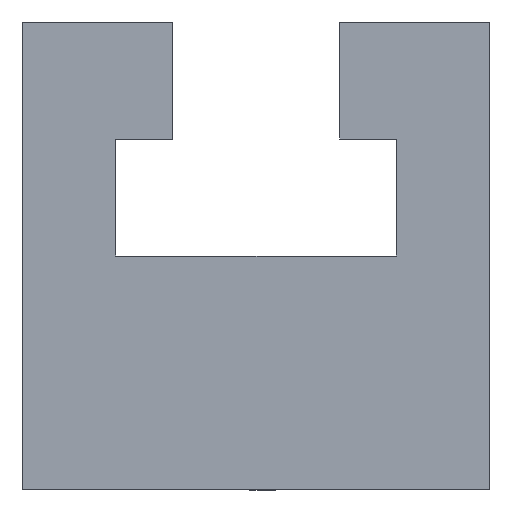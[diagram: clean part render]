
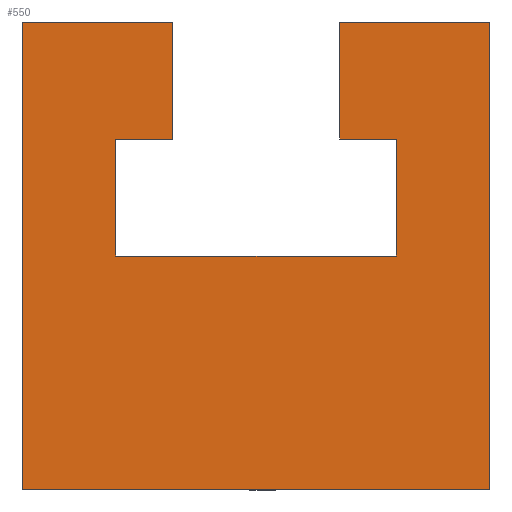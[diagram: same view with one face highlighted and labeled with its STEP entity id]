
A CAD part, left-side view. The second image highlights one B-rep face of the part: STEP entity #550.
In plain terms, the highlighted planar face has unit normal (-1, 0, 0).
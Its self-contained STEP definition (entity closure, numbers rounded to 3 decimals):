
#246=VERTEX_POINT('',#706);
#290=VERTEX_POINT('',#754);
#296=EDGE_CURVE('',#326,#302,#761,.T.);
#302=VERTEX_POINT('',#767);
#304=VERTEX_POINT('',#769);
#314=EDGE_CURVE('',#464,#600,#779,.T.);
#326=VERTEX_POINT('',#791);
#390=EDGE_CURVE('',#302,#666,#860,.T.);
#404=VERTEX_POINT('',#876);
#414=EDGE_CURVE('',#666,#304,#887,.T.);
#430=EDGE_CURVE('',#404,#326,#904,.T.);
#452=EDGE_CURVE('',#554,#464,#930,.T.);
#464=VERTEX_POINT('',#944);
#486=EDGE_CURVE('',#290,#612,#968,.T.);
#550=ADVANCED_FACE('',(#1039),#1040,.F.);
#552=EDGE_CURVE('',#570,#554,#1042,.T.);
#554=VERTEX_POINT('',#1044);
#570=VERTEX_POINT('',#1065);
#588=EDGE_CURVE('',#612,#570,#1084,.T.);
#590=EDGE_CURVE('',#304,#290,#1086,.T.);
#600=VERTEX_POINT('',#1100);
#612=VERTEX_POINT('',#1115);
#620=EDGE_CURVE('',#600,#246,#1124,.T.);
#630=EDGE_CURVE('',#246,#404,#1134,.T.);
#666=VERTEX_POINT('',#1176);
#706=CARTESIAN_POINT('',(-75.0,-20.,0.));
#754=CARTESIAN_POINT('',(-75.0,12.,20.));
#761=LINE('',#1286,#1287);
#767=CARTESIAN_POINT('',(-75.0,7.15,40.0));
#769=CARTESIAN_POINT('',(-75.0,12.,30.));
#779=LINE('',#1312,#1313);
#791=CARTESIAN_POINT('',(-75.0,20.,40.0));
#860=LINE('',#1428,#1429);
#876=CARTESIAN_POINT('',(-75.0,20.,0.));
#887=LINE('',#1463,#1464);
#904=LINE('',#1489,#1490);
#930=LINE('',#1521,#1522);
#944=CARTESIAN_POINT('',(-75.0,-7.15,40.));
#968=LINE('',#1572,#1573);
#1039=FACE_OUTER_BOUND('',#1666,.T.);
#1040=PLANE('',#1667);
#1042=LINE('',#1670,#1671);
#1044=CARTESIAN_POINT('',(-75.0,-7.15,30.));
#1065=CARTESIAN_POINT('',(-75.0,-12.,30.));
#1084=LINE('',#1722,#1723);
#1086=LINE('',#1726,#1727);
#1100=CARTESIAN_POINT('',(-75.0,-20.,40.));
#1115=CARTESIAN_POINT('',(-75.0,-12.,20.));
#1124=LINE('',#1776,#1777);
#1134=LINE('',#1791,#1792);
#1176=CARTESIAN_POINT('',(-75.0,7.15,30.));
#1286=CARTESIAN_POINT('',(-75.0,20.,40.0));
#1287=VECTOR('',#1955,1.0);
#1312=CARTESIAN_POINT('',(-75.0,-7.15,40.));
#1313=VECTOR('',#1969,1.0);
#1428=CARTESIAN_POINT('',(-75.0,7.15,40.0));
#1429=VECTOR('',#2042,1.0);
#1463=CARTESIAN_POINT('',(-75.0,7.15,30.));
#1464=VECTOR('',#2074,1.0);
#1489=CARTESIAN_POINT('',(-75.0,20.,0.));
#1490=VECTOR('',#2089,1.0);
#1521=CARTESIAN_POINT('',(-75.0,-7.15,30.));
#1522=VECTOR('',#2124,1.0);
#1572=CARTESIAN_POINT('',(-75.0,12.,20.));
#1573=VECTOR('',#2171,1.0);
#1666=EDGE_LOOP('',(#2237,#2238,#2239,#2240,#2241,#2242,#2243,#2244,#2245,#2246,#2247,#2248));
#1667=AXIS2_PLACEMENT_3D('',#2249,#2250,#2251);
#1670=CARTESIAN_POINT('',(-75.0,-12.,30.));
#1671=VECTOR('',#2252,1.0);
#1722=CARTESIAN_POINT('',(-75.0,-12.,20.));
#1723=VECTOR('',#2292,1.0);
#1726=CARTESIAN_POINT('',(-75.0,12.,30.));
#1727=VECTOR('',#2293,1.0);
#1776=CARTESIAN_POINT('',(-75.0,-20.,40.));
#1777=VECTOR('',#2343,1.0);
#1791=CARTESIAN_POINT('',(-75.0,-20.,0.));
#1792=VECTOR('',#2353,1.0);
#1955=DIRECTION('',(0.0,-1.0,0.0));
#1969=DIRECTION('',(0.0,-1.0,0.0));
#2042=DIRECTION('',(0.0,0.0,-1.0));
#2074=DIRECTION('',(0.0,1.0,0.0));
#2089=DIRECTION('',(0.0,0.0,1.0));
#2124=DIRECTION('',(0.0,0.0,1.0));
#2171=DIRECTION('',(0.0,-1.0,0.0));
#2237=ORIENTED_EDGE('',*,*,#430,.F.);
#2238=ORIENTED_EDGE('',*,*,#630,.F.);
#2239=ORIENTED_EDGE('',*,*,#620,.F.);
#2240=ORIENTED_EDGE('',*,*,#314,.F.);
#2241=ORIENTED_EDGE('',*,*,#452,.F.);
#2242=ORIENTED_EDGE('',*,*,#552,.F.);
#2243=ORIENTED_EDGE('',*,*,#588,.F.);
#2244=ORIENTED_EDGE('',*,*,#486,.F.);
#2245=ORIENTED_EDGE('',*,*,#590,.F.);
#2246=ORIENTED_EDGE('',*,*,#414,.F.);
#2247=ORIENTED_EDGE('',*,*,#390,.F.);
#2248=ORIENTED_EDGE('',*,*,#296,.F.);
#2249=CARTESIAN_POINT('',(-75.0,0.,20.962));
#2250=DIRECTION('',(1.0,0.0,0.0));
#2251=DIRECTION('',(0.0,1.0,0.0));
#2252=DIRECTION('',(0.0,1.0,0.0));
#2292=DIRECTION('',(0.0,0.0,1.0));
#2293=DIRECTION('',(0.0,0.0,-1.0));
#2343=DIRECTION('',(0.0,0.0,-1.0));
#2353=DIRECTION('',(0.0,1.0,0.0));
